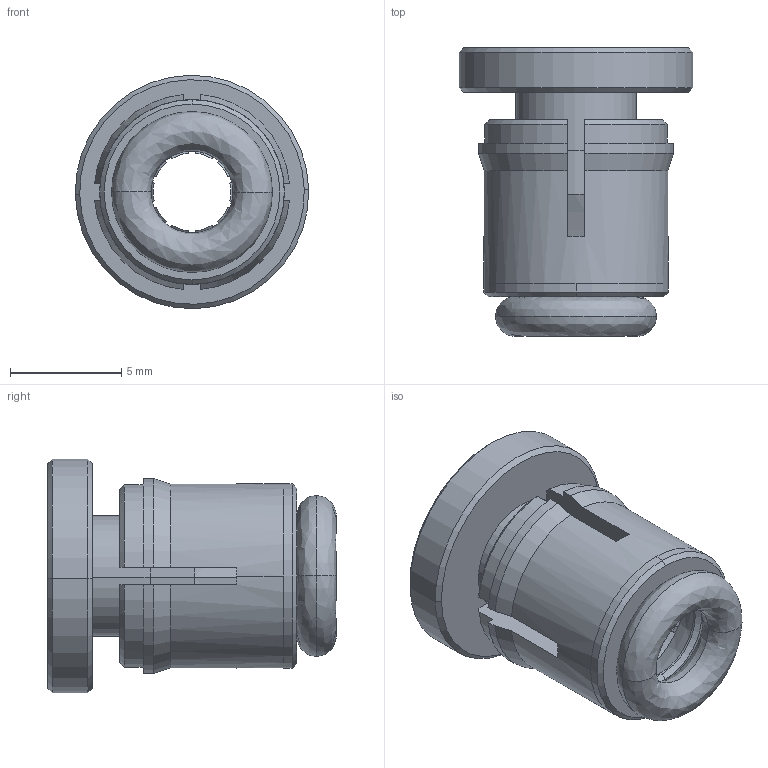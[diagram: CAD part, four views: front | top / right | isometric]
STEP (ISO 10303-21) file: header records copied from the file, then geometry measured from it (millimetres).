
FILE_DESCRIPTION (( 'STEP AP214' ), '1' );
FILE_NAME ('CFS4(5-32)W.STEP', '2018-06-12T15:55:36', ( '' ), ( '' ), 'SwSTEP 2.0', 'SolidWorks 2016', '' );
FILE_SCHEMA (( 'AUTOMOTIVE_DESIGN' ));
Length unit declared in the file: millimetre
Products named in the file (1): CFS4(5-32)W
Bounding box: 10.5 x 12.97 x 10.5 mm (x, y, z)
Volume: 434.3 mm3; surface area: 1172.7 mm2
Topology: 5 solids, 5 shells, 239 faces, 663 edges, 432 vertices
Faces by surface type: cone 91, plane 88, cylinder 44, bspline 16
Entity records: 10930 total; most frequent: CARTESIAN_POINT 2475, ORIENTED_EDGE 1326, DIRECTION 1069, EDGE_CURVE 663, AXIS2_PLACEMENT_3D 442, VERTEX_POINT 432, B_SPLINE_CURVE_WITH_KNOTS 260, EDGE_LOOP 247
